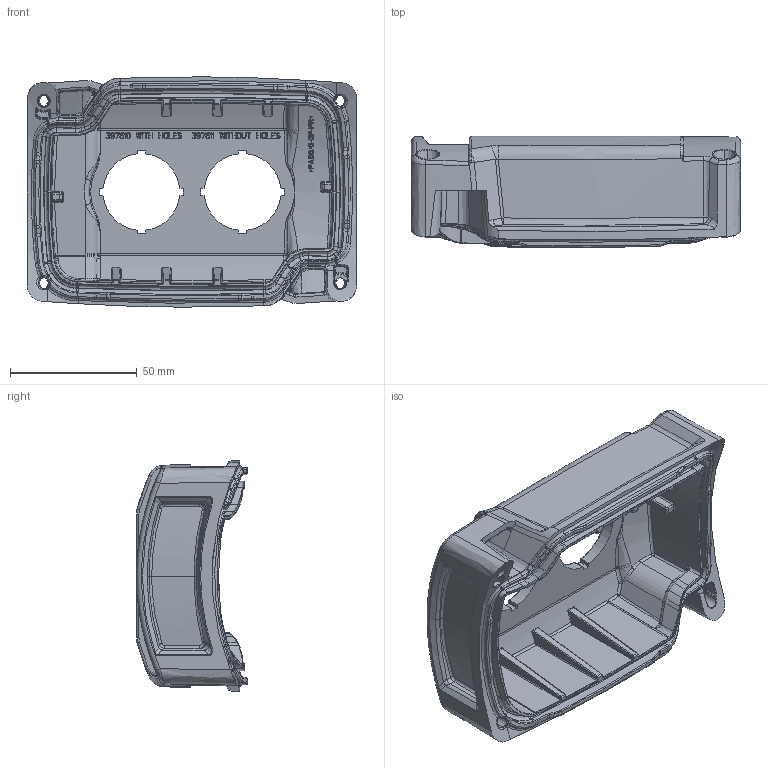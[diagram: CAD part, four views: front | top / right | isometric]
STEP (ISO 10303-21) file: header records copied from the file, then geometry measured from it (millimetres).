
FILE_DESCRIPTION((''),'2;1');
FILE_NAME('05-1142-0283_DECKEL_2FACH','2023-09-08T10:14:23',('Beil'),(''),'CREO PARAMETRIC BY PTC INC, 2019030','CREO PARAMETRIC BY PTC INC, 2019030','');
FILE_SCHEMA(('CONFIG_CONTROL_DESIGN','SHAPE_APPEARANCE_LAYERS_GROUPS'));
Length unit declared in the file: millimetre
Products named in the file (1): 05-1142-0283_DECKEL_2FACH
Bounding box: 130 x 43.85 x 90.98 mm (x, y, z)
Volume: 118792.4 mm3; surface area: 54150.8 mm2
Topology: 1 solids, 1 shells, 2816 faces, 7209 edges, 4457 vertices
Faces by surface type: plane 1294, bspline 1161, cylinder 176, cone 84, extrusion 62, sphere 20, torus 19
Entity records: 154701 total; most frequent: CARTESIAN_POINT 74122, ORIENTED_EDGE 14418, DIRECTION 8926, PRESENTATION_STYLE_ASSIGNMENT 7210, STYLED_ITEM 7210, CURVE_STYLE 7209, EDGE_CURVE 7209, VERTEX_POINT 4457
